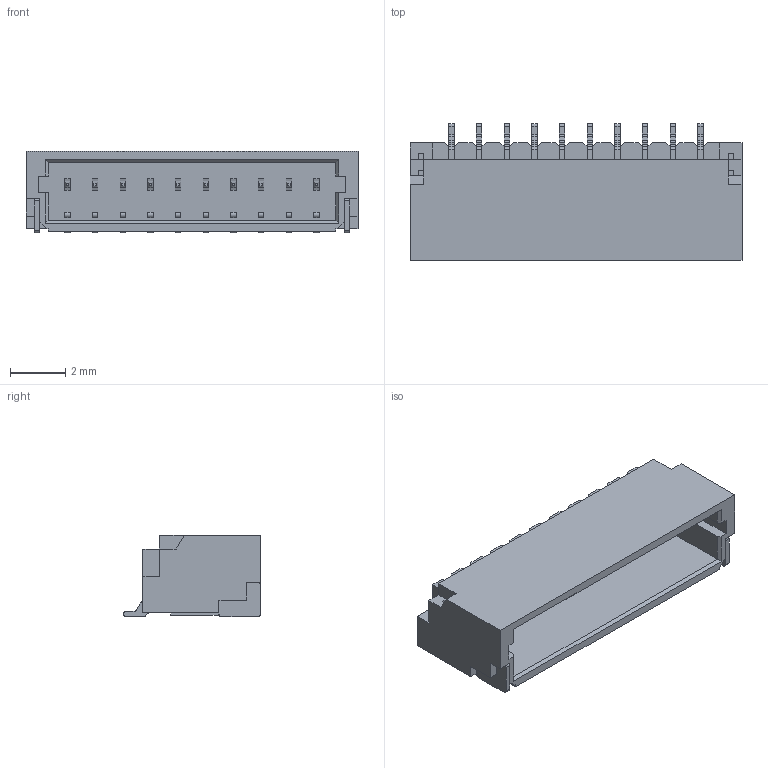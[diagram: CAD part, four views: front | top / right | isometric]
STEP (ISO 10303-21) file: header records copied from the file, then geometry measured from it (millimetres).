
FILE_DESCRIPTION(('STEP AP214'), '1');
FILE_NAME('SMxB-SRSS-TB', '', ('UNSPECIFIED'), ('UNSPECIFIED'), 'ASCON STEP Converter 1.6', 'ASCON Math Kernel', '');
FILE_SCHEMA(('AUTOMOTIVE_DESIGN { 1 0 10303 214 3 1 1}'));
Length unit declared in the file: millimetre
Bounding box: 12 x 4.95 x 2.95 mm (x, y, z)
Volume: 73.8 mm3; surface area: 386.4 mm2
Topology: 13 solids, 13 shells, 519 faces, 1530 edges, 1018 vertices
Faces by surface type: plane 433, cylinder 86
Entity records: 21432 total; most frequent: CARTESIAN_POINT 3068, ORIENTED_EDGE 3060, DIRECTION 2742, EDGE_CURVE 1530, LINE 1358, VECTOR 1358, VERTEX_POINT 1018, AXIS2_PLACEMENT_3D 692
